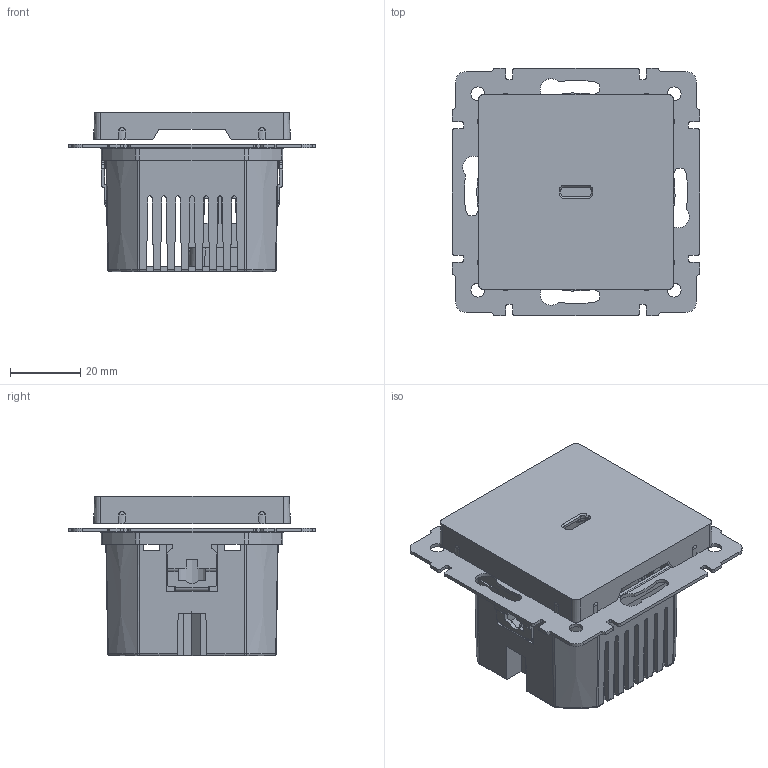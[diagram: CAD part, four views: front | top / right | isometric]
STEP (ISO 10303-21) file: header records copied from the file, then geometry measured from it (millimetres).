
FILE_DESCRIPTION (( 'STEP AP214' ), '1' );
FILE_NAME ('65 W (íà ñàéò).STEP', '2024-11-07T07:28:51', ( '' ), ( '' ), 'SwSTEP 2.0', 'SolidWorks 2022', '' );
FILE_SCHEMA (( 'AUTOMOTIVE_DESIGN' ));
Length unit declared in the file: millimetre
Products named in the file (1): 65 W (на сайт)
Bounding box: 70.8 x 70.8 x 45.45 mm (x, y, z)
Volume: 20685.9 mm3; surface area: 34563.7 mm2
Topology: 3 solids, 3 shells, 865 faces, 2458 edges, 1576 vertices
Faces by surface type: plane 465, cylinder 197, cone 93, torus 72, bspline 30, sphere 8
Entity records: 28676 total; most frequent: CARTESIAN_POINT 5898, ORIENTED_EDGE 4916, DIRECTION 4637, EDGE_CURVE 2458, LINE 1655, VECTOR 1655, VERTEX_POINT 1576, AXIS2_PLACEMENT_3D 1491
